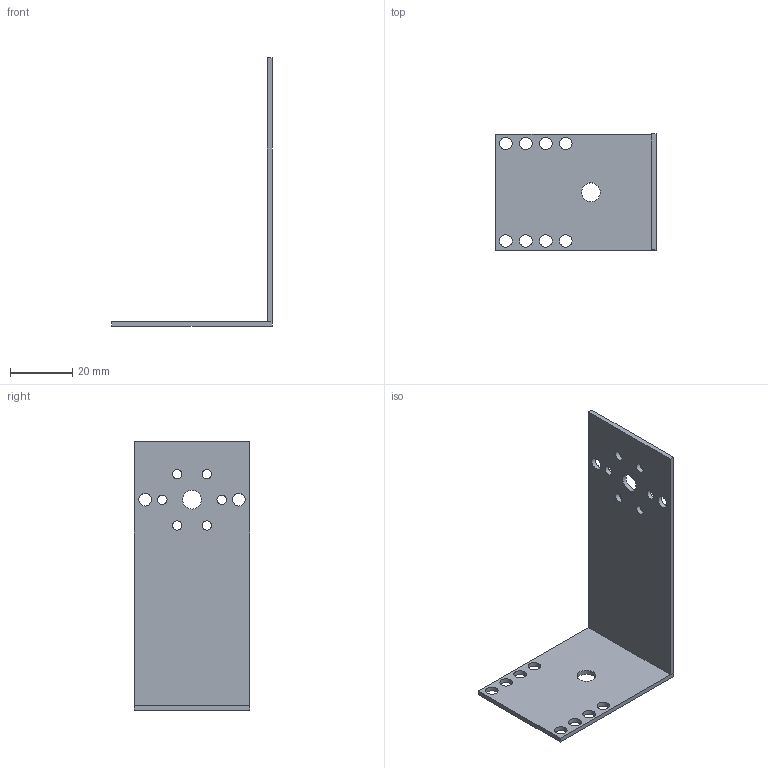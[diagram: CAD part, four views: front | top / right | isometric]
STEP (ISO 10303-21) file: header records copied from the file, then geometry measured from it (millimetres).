
FILE_DESCRIPTION(('FreeCAD Model'),'2;1');
FILE_NAME('leverArmMotorHolderBack.step','2018-08-24T06:54:01',('Author'),('' ),'Open CASCADE STEP processor 7.3','FreeCAD','Unknown');
FILE_SCHEMA(('AUTOMOTIVE_DESIGN { 1 0 10303 214 1 1 1 1 }'));
Length unit declared in the file: millimetre
Products named in the file (1): leverMotorAttachmentBack
Bounding box: 51.3 x 37 x 86 mm (x, y, z)
Volume: 7200 mm3; surface area: 10448.2 mm2
Topology: 1 solids, 1 shells, 29 faces, 77 edges, 50 vertices
Faces by surface type: cylinder 18, plane 11
Full cylindrical faces by diameter (mm): 3 x6, 4 x10, 6 x2
Entity records: 2036 total; most frequent: CARTESIAN_POINT 365, DIRECTION 318, LINE 159, VECTOR 159, ORIENTED_EDGE 154, PCURVE 154, DEFINITIONAL_REPRESENTATION 154, EDGE_CURVE 77
